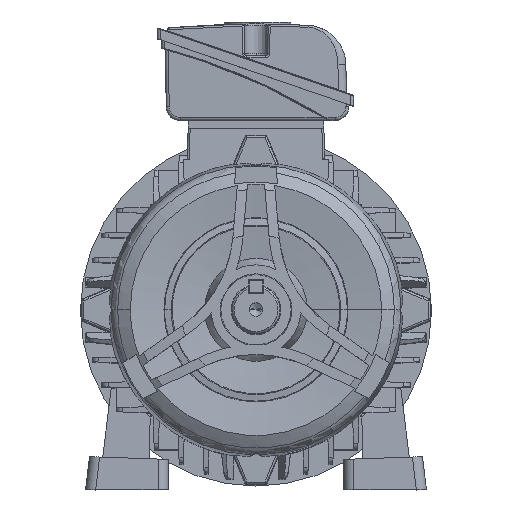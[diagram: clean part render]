
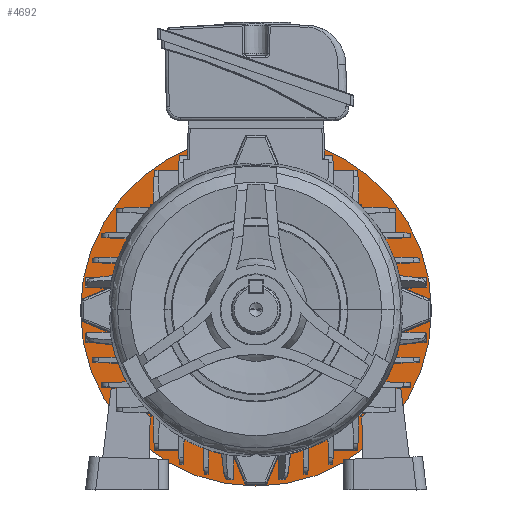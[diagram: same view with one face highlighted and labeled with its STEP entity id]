
A CAD part, top view. The second image highlights one B-rep face of the part: STEP entity #4692.
In plain terms, the highlighted face is planar.
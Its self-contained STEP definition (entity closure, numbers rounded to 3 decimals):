
#1908 = PLANE ( 'NONE',  #42207 ) ;
#2990 = CARTESIAN_POINT ( 'NONE',  ( 88., 0., 0. ) ) ;
#4692 = ADVANCED_FACE ( 'NONE', ( #6346 ), #1908, .T. ) ;
#6346 = FACE_OUTER_BOUND ( 'NONE', #18032, .T. ) ;
#7214 = CARTESIAN_POINT ( 'NONE',  ( 0., 0., 0. ) ) ;
#15030 = ORIENTED_EDGE ( 'NONE', *, *, #22439, .T. ) ;
#15183 = CARTESIAN_POINT ( 'NONE',  ( 0., 0., 0. ) ) ;
#17672 = CARTESIAN_POINT ( 'NONE',  ( 0., 0., 0. ) ) ;
#17971 = DIRECTION ( 'NONE',  ( 0., 0., -1. ) ) ;
#18032 = EDGE_LOOP ( 'NONE', ( #19009, #15030 ) ) ;
#18744 = DIRECTION ( 'NONE',  ( 0., 0., -1. ) ) ;
#19009 = ORIENTED_EDGE ( 'NONE', *, *, #56174, .T. ) ;
#19039 = DIRECTION ( 'NONE',  ( -1., 0., 0. ) ) ;
#22439 = EDGE_CURVE ( 'NONE', #29302, #50849, #40260, .T. ) ;
#25283 = DIRECTION ( 'NONE',  ( -1., 0., 0. ) ) ;
#29302 = VERTEX_POINT ( 'NONE', #2990 ) ;
#31886 = DIRECTION ( 'NONE',  ( -1., 0., 0. ) ) ;
#37406 = AXIS2_PLACEMENT_3D ( 'NONE', #15183, #18744, #19039 ) ;
#39876 = AXIS2_PLACEMENT_3D ( 'NONE', #17672, #17971, #31886 ) ;
#40260 = CIRCLE ( 'NONE', #37406, 88. ) ;
#42207 = AXIS2_PLACEMENT_3D ( 'NONE', #7214, #56143, #25283 ) ;
#46319 = CARTESIAN_POINT ( 'NONE',  ( -88., 0., 0. ) ) ;
#49373 = CIRCLE ( 'NONE', #39876, 88. ) ;
#50849 = VERTEX_POINT ( 'NONE', #46319 ) ;
#56143 = DIRECTION ( 'NONE',  ( 0., 0., -1. ) ) ;
#56174 = EDGE_CURVE ( 'NONE', #50849, #29302, #49373, .T. ) ;
